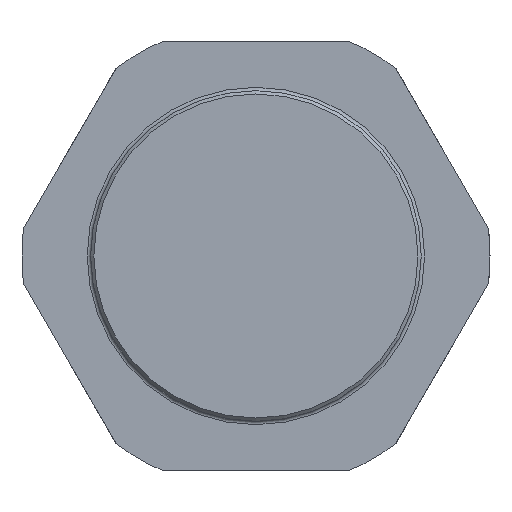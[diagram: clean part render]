
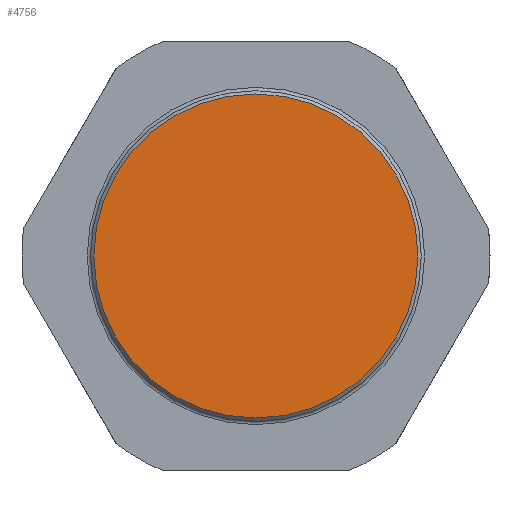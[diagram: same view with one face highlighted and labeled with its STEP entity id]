
A CAD part, left-side view. The second image highlights one B-rep face of the part: STEP entity #4756.
In plain terms, the highlighted planar face has unit normal (-1, 0, 0).
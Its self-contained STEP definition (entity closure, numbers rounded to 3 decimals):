
#772=FACE_OUTER_BOUND('',#1038,.T.);
#1038=EDGE_LOOP('',(#2896));
#1313=CIRCLE('',#5050,24.5);
#1663=VERTEX_POINT('',#7078);
#2157=EDGE_CURVE('',#1663,#1663,#1313,.T.);
#2896=ORIENTED_EDGE('',*,*,#2157,.F.);
#4374=PLANE('',#5049);
#4756=ADVANCED_FACE('',(#772),#4374,.T.);
#5049=AXIS2_PLACEMENT_3D('',#7077,#5661,#5662);
#5050=AXIS2_PLACEMENT_3D('',#7079,#5663,#5664);
#5661=DIRECTION('center_axis',(-1.,0.,0.));
#5662=DIRECTION('ref_axis',(0.,-1.,0.));
#5663=DIRECTION('center_axis',(1.,0.,0.));
#5664=DIRECTION('ref_axis',(0.,-1.,0.));
#7077=CARTESIAN_POINT('Origin',(-25.45,25.,0.));
#7078=CARTESIAN_POINT('',(-25.45,24.5,0.));
#7079=CARTESIAN_POINT('Origin',(-25.45,0.,0.));
